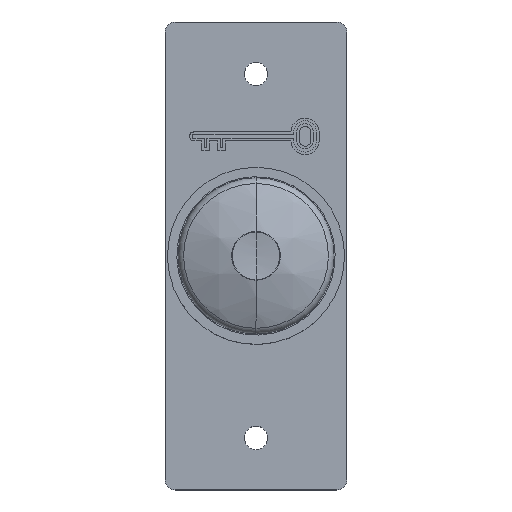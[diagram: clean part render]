
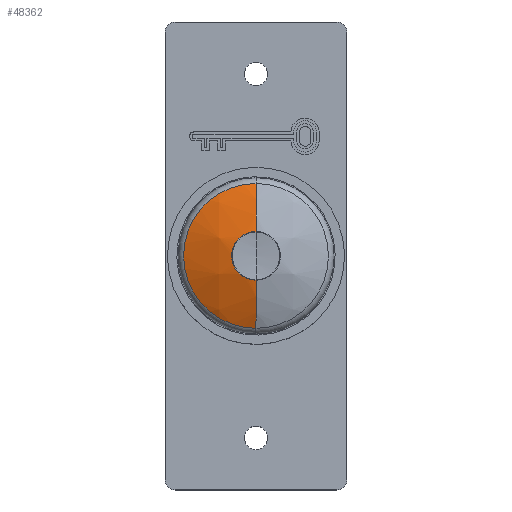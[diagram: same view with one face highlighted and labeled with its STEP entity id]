
A CAD part, top view. The second image highlights one B-rep face of the part: STEP entity #48362.
In plain terms, the highlighted spherical face has radius 30.125 mm.
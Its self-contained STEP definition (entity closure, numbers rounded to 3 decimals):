
#1135 = EDGE_CURVE ( 'NONE', #29217, #15223, #42462, .T. ) ;
#1859 = EDGE_LOOP ( 'NONE', ( #8777, #23142, #30844, #54548 ) ) ;
#2660 = CARTESIAN_POINT ( 'NONE',  ( 0., 26.589, 0. ) ) ;
#5988 = DIRECTION ( 'NONE',  ( 1., 0., 0. ) ) ;
#8034 = EDGE_CURVE ( 'NONE', #24028, #33439, #50694, .T. ) ;
#8640 = CARTESIAN_POINT ( 'NONE',  ( 0., 29.635, -4.675 ) ) ;
#8777 = ORIENTED_EDGE ( 'NONE', *, *, #8034, .T. ) ;
#8973 = AXIS2_PLACEMENT_3D ( 'NONE', #56996, #56779, #57208 ) ;
#9342 = CARTESIAN_POINT ( 'NONE',  ( 0., 26.589, 13.924 ) ) ;
#9420 = AXIS2_PLACEMENT_3D ( 'NONE', #60037, #27670, #59831 ) ;
#15042 = CARTESIAN_POINT ( 'NONE',  ( 0., -0.125, 0. ) ) ;
#15223 = VERTEX_POINT ( 'NONE', #34683 ) ;
#16656 = AXIS2_PLACEMENT_3D ( 'NONE', #15042, #5988, #20241 ) ;
#16720 = DIRECTION ( 'NONE',  ( 0., 1., 0. ) ) ;
#20241 = DIRECTION ( 'NONE',  ( 0., 0., -1. ) ) ;
#20727 = CARTESIAN_POINT ( 'NONE',  ( 0., 29.635, 4.675 ) ) ;
#23142 = ORIENTED_EDGE ( 'NONE', *, *, #54842, .T. ) ;
#24028 = VERTEX_POINT ( 'NONE', #8640 ) ;
#24114 = CIRCLE ( 'NONE', #25385, 30.125 ) ;
#25385 = AXIS2_PLACEMENT_3D ( 'NONE', #33309, #38763, #48359 ) ;
#26727 = SPHERICAL_SURFACE ( 'NONE', #16656, 30.125 ) ;
#27446 = EDGE_CURVE ( 'NONE', #24028, #15223, #24114, .T. ) ;
#27670 = DIRECTION ( 'NONE',  ( 1., 0., 0. ) ) ;
#29217 = VERTEX_POINT ( 'NONE', #9342 ) ;
#29891 = CIRCLE ( 'NONE', #9420, 30.125 ) ;
#30661 = DIRECTION ( 'NONE',  ( 0., 0., -1. ) ) ;
#30844 = ORIENTED_EDGE ( 'NONE', *, *, #1135, .T. ) ;
#33309 = CARTESIAN_POINT ( 'NONE',  ( 0., -0.125, 0. ) ) ;
#33439 = VERTEX_POINT ( 'NONE', #20727 ) ;
#34683 = CARTESIAN_POINT ( 'NONE',  ( 0., 26.589, -13.924 ) ) ;
#38763 = DIRECTION ( 'NONE',  ( -1., 0., 0. ) ) ;
#42462 = CIRCLE ( 'NONE', #52943, 13.924 ) ;
#48359 = DIRECTION ( 'NONE',  ( 0., 0., 1. ) ) ;
#48362 = ADVANCED_FACE ( 'NONE', ( #61083 ), #26727, .T. ) ;
#50694 = CIRCLE ( 'NONE', #8973, 4.675 ) ;
#52943 = AXIS2_PLACEMENT_3D ( 'NONE', #2660, #16720, #30661 ) ;
#54548 = ORIENTED_EDGE ( 'NONE', *, *, #27446, .F. ) ;
#54842 = EDGE_CURVE ( 'NONE', #33439, #29217, #29891, .T. ) ;
#56779 = DIRECTION ( 'NONE',  ( 0., -1., 0. ) ) ;
#56996 = CARTESIAN_POINT ( 'NONE',  ( 0., 29.635, 0. ) ) ;
#57208 = DIRECTION ( 'NONE',  ( 0., 0., -1. ) ) ;
#59831 = DIRECTION ( 'NONE',  ( 0., 0., -1. ) ) ;
#60037 = CARTESIAN_POINT ( 'NONE',  ( 0., -0.125, 0. ) ) ;
#61083 = FACE_OUTER_BOUND ( 'NONE', #1859, .T. ) ;
